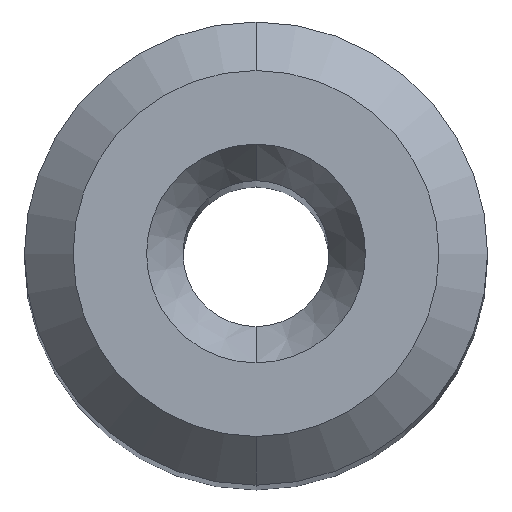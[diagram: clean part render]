
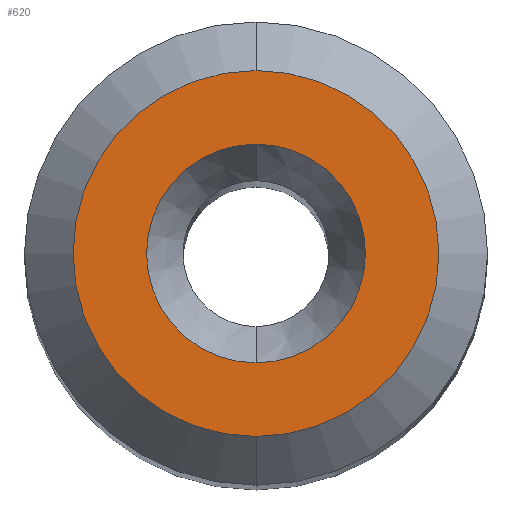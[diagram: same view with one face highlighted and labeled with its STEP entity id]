
A CAD part, top view. The second image highlights one B-rep face of the part: STEP entity #620.
In plain terms, the highlighted planar face has unit normal (0, 0, 1).
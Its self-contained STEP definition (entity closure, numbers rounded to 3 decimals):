
#193=CARTESIAN_POINT('',(0.,0.,0.));
#194=DIRECTION('',(0.,0.,-1.));
#195=DIRECTION('',(0.,1.,0.));
#196=AXIS2_PLACEMENT_3D('',#193,#194,#195);
#201=CARTESIAN_POINT('',(0.,0.,0.));
#202=DIRECTION('',(0.,0.,-1.));
#203=DIRECTION('',(0.,-1.,0.));
#204=AXIS2_PLACEMENT_3D('',#201,#202,#203);
#209=CARTESIAN_POINT('',(0.,0.,0.));
#210=DIRECTION('',(0.,0.,1.));
#211=DIRECTION('',(0.,-1.,0.));
#212=AXIS2_PLACEMENT_3D('',#209,#210,#211);
#217=CARTESIAN_POINT('',(0.,0.,0.));
#218=DIRECTION('',(0.,0.,1.));
#219=DIRECTION('',(0.,1.,0.));
#220=AXIS2_PLACEMENT_3D('',#217,#218,#219);
#415=CARTESIAN_POINT('',(0.,3.762,
0.));
#416=VERTEX_POINT('',#415);
#417=CARTESIAN_POINT('',(0.,-3.762,0.));
#418=VERTEX_POINT('',#417);
#419=CARTESIAN_POINT('',(0.,-2.25,0.));
#420=CARTESIAN_POINT('',(0.,2.25,0.));
#421=VERTEX_POINT('',#419);
#422=VERTEX_POINT('',#420);
#605=CARTESIAN_POINT('',(0.,0.,0.));
#606=DIRECTION('',(0.,0.,1.));
#607=DIRECTION('',(0.,-1.,0.));
#608=AXIS2_PLACEMENT_3D('',#605,#606,#607);
#609=PLANE('',#608);
#610=ORIENTED_EDGE('',*,*,#587,.T.);
#611=ORIENTED_EDGE('',*,*,#572,.T.);
#612=EDGE_LOOP('',(#610,#611));
#613=FACE_OUTER_BOUND('',#612,.F.);
#615=ORIENTED_EDGE('',*,*,#614,.T.);
#617=ORIENTED_EDGE('',*,*,#616,.T.);
#618=EDGE_LOOP('',(#615,#617));
#619=FACE_BOUND('',#618,.F.);
#197=CIRCLE('',#196,3.762);
#205=CIRCLE('',#204,3.762);
#213=CIRCLE('',#212,2.25);
#221=CIRCLE('',#220,2.25);
#572=EDGE_CURVE('',#418,#416,#205,.T.);
#587=EDGE_CURVE('',#416,#418,#197,.T.);
#614=EDGE_CURVE('',#421,#422,#213,.T.);
#616=EDGE_CURVE('',#422,#421,#221,.T.);
#620=ADVANCED_FACE('',(#613,#619),#609,.T.);
